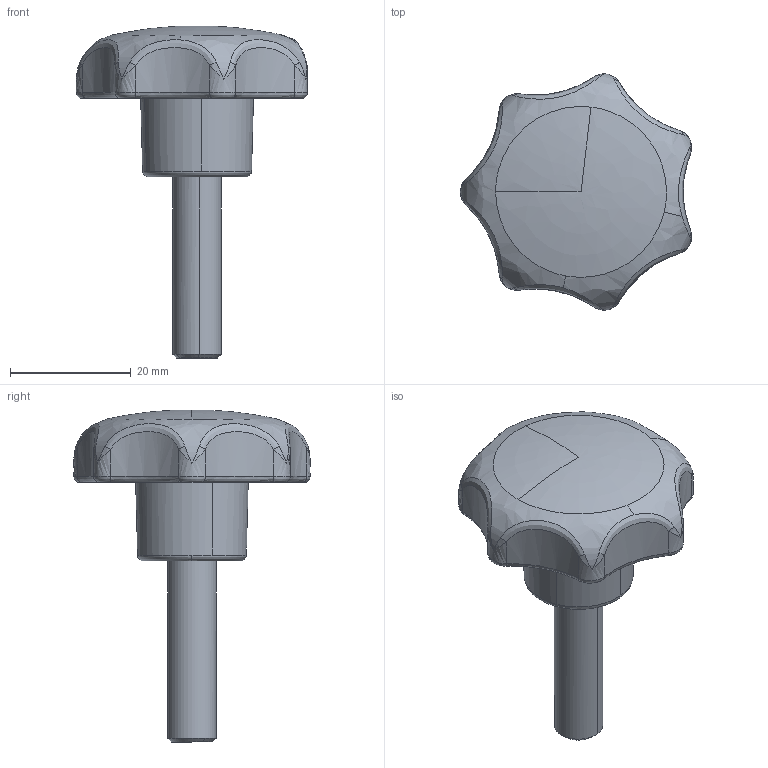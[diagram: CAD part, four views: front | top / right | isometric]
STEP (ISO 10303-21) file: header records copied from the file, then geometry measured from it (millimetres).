
FILE_DESCRIPTION((''),'2;1');
FILE_NAME('','2005-07-15T11:03:59',(''),(''),'','CADfix','');
FILE_SCHEMA(('AUTOMOTIVE_DESIGN'));
Length unit declared in the file: millimetre
Products named in the file (3): screw; knob; KSMS_40_M8_30_9959_36
Assembly tree (2 placements, depth 2):
  KSMS_40_M8_30_9959_36
    screw
    knob
Bounding box: 38.32 x 39.15 x 55 mm (x, y, z)
Volume: 12011.7 mm3; surface area: 6706.6 mm2
Topology: 2 solids, 2 shells, 103 faces, 284 edges, 172 vertices
Faces by surface type: bspline 103
Entity records: 6731 total; most frequent: CARTESIAN_POINT 5251, ORIENTED_EDGE 536, EDGE_CURVE 268, VERTEX_POINT 172, EDGE_LOOP 106, FACE_OUTER_BOUND 103, ADVANCED_FACE 103, B_SPLINE_CURVE_WITH_KNOTS 67
